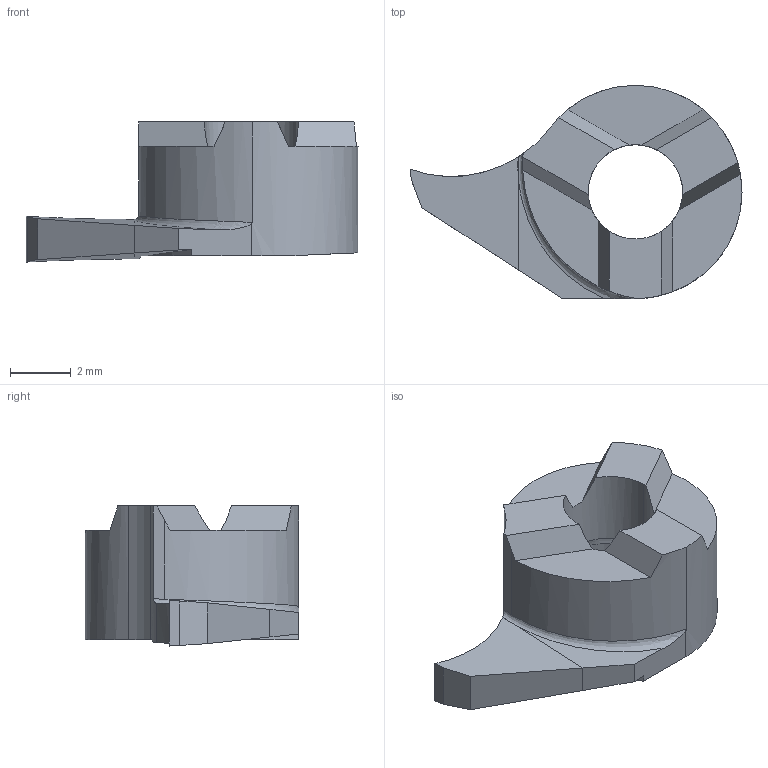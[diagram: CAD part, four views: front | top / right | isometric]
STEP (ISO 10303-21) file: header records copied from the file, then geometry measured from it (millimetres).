
FILE_DESCRIPTION(/* description */ (''),/* implementation_level */ '2;1');
FILE_NAME(/* name */ '1637921147069.stp',/* time_stamp */ '2021-11-26T15:35:57+05:00',/* author */ (''),/* organization */ ('SMS'),/* preprocessor_version */ 'ST-DEVELOPER v16.7',/* originating_system */ 'SIEMENS PLM Software NX 12.0',/* authorisation */ '');
FILE_SCHEMA (('AUTOMOTIVE_DESIGN { 1 0 10303 214 3 1 1 1 }'));
Length unit declared in the file: millimetre
Products named in the file (1): 203810563mod000_00
Bounding box: 10.9 x 7 x 4.6 mm (x, y, z)
Volume: 120 mm3; surface area: 233.7 mm2
Topology: 2 solids, 2 shells, 41 faces, 114 edges, 78 vertices
Faces by surface type: plane 26, cylinder 11, cone 2, bspline 2
Entity records: 1538 total; most frequent: CARTESIAN_POINT 479, ORIENTED_EDGE 226, DIRECTION 196, EDGE_CURVE 113, VERTEX_POINT 74, AXIS2_PLACEMENT_3D 71, LINE 54, VECTOR 54
